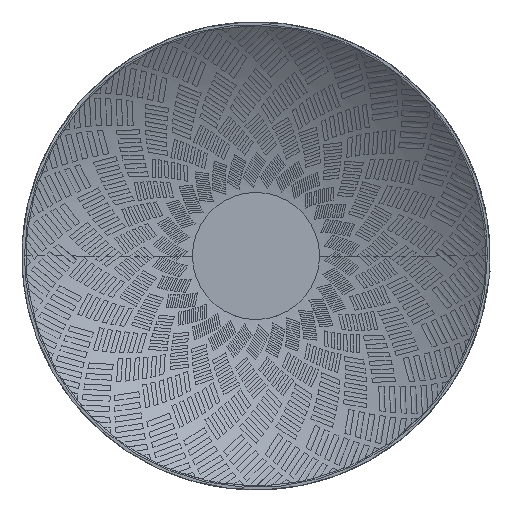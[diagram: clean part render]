
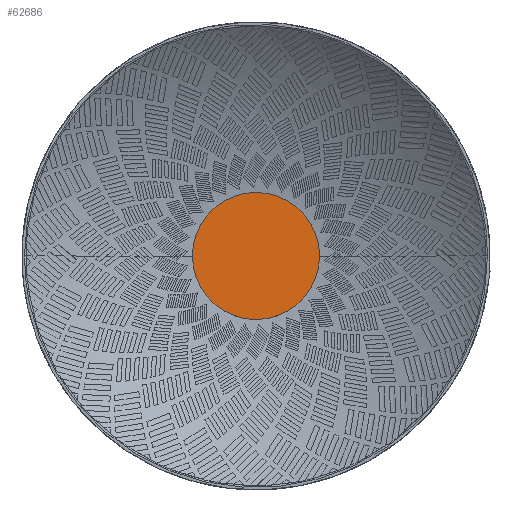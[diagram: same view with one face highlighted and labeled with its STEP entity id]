
A CAD part, top view. The second image highlights one B-rep face of the part: STEP entity #62686.
In plain terms, the highlighted planar face has unit normal (0, 0, 1).
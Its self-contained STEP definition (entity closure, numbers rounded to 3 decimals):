
#5396 = VERTEX_POINT ( 'NONE', #58869 ) ;
#13273 = CARTESIAN_POINT ( 'NONE',  ( 6090.092, 2222.324, 63.5 ) ) ;
#15297 = CIRCLE ( 'NONE', #97132, 60. ) ;
#18885 = AXIS2_PLACEMENT_3D ( 'NONE', #169019, #90513, #78152 ) ;
#22334 = AXIS2_PLACEMENT_3D ( 'NONE', #50257, #104114, #79387 ) ;
#47104 = DIRECTION ( 'NONE',  ( 0., 0., -1. ) ) ;
#50257 = CARTESIAN_POINT ( 'NONE',  ( 6090.092, 2162.324, 63.5 ) ) ;
#51098 = FACE_OUTER_BOUND ( 'NONE', #123231, .T. ) ;
#52486 = VERTEX_POINT ( 'NONE', #13273 ) ;
#58869 = CARTESIAN_POINT ( 'NONE',  ( 6090.092, 2102.324, 63.5 ) ) ;
#62686 = ADVANCED_FACE ( 'NONE', ( #51098 ), #159618, .T. ) ;
#78152 = DIRECTION ( 'NONE',  ( 0., -1., 0. ) ) ;
#79387 = DIRECTION ( 'NONE',  ( 0., -1., 0. ) ) ;
#79925 = CARTESIAN_POINT ( 'NONE',  ( 6090.092, 2162.324, 63.5 ) ) ;
#90513 = DIRECTION ( 'NONE',  ( 0., 0., -1. ) ) ;
#92819 = EDGE_CURVE ( 'NONE', #52486, #5396, #15297, .T. ) ;
#93397 = ORIENTED_EDGE ( 'NONE', *, *, #92819, .F. ) ;
#94655 = ORIENTED_EDGE ( 'NONE', *, *, #130980, .F. ) ;
#97132 = AXIS2_PLACEMENT_3D ( 'NONE', #79925, #47104, #113318 ) ;
#104114 = DIRECTION ( 'NONE',  ( 0., 0., 1. ) ) ;
#113318 = DIRECTION ( 'NONE',  ( 0., -1., 0. ) ) ;
#123231 = EDGE_LOOP ( 'NONE', ( #94655, #93397 ) ) ;
#130980 = EDGE_CURVE ( 'NONE', #5396, #52486, #154137, .T. ) ;
#154137 = CIRCLE ( 'NONE', #18885, 60. ) ;
#159618 = PLANE ( 'NONE',  #22334 ) ;
#169019 = CARTESIAN_POINT ( 'NONE',  ( 6090.092, 2162.324, 63.5 ) ) ;
